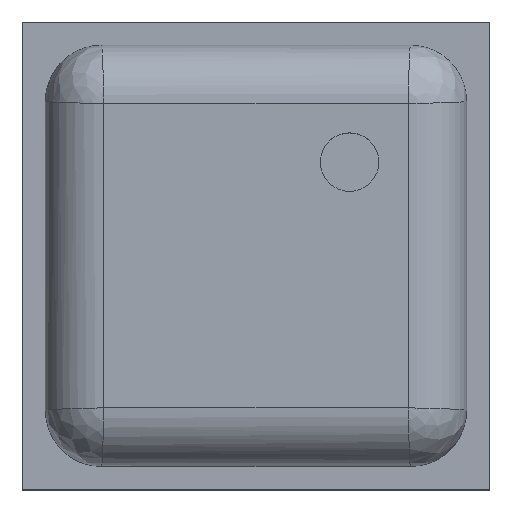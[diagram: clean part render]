
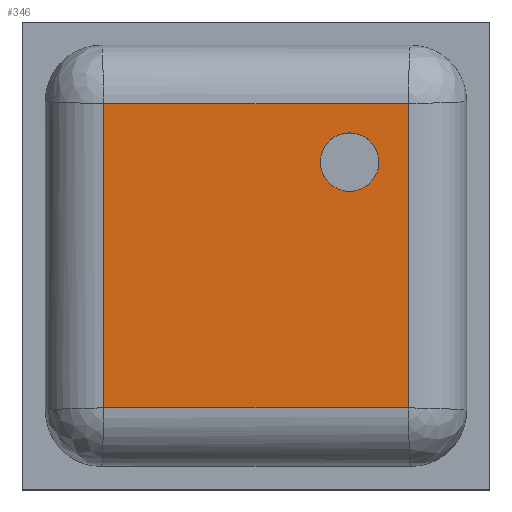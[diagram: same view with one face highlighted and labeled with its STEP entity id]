
A CAD part, top view. The second image highlights one B-rep face of the part: STEP entity #346.
In plain terms, the highlighted planar face has unit normal (0, 0, 1).
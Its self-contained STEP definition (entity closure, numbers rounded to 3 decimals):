
#98 = VERTEX_POINT('',#99);
#99 = CARTESIAN_POINT('',(0.65,-0.65,0.75));
#108 = EDGE_CURVE('',#98,#109,#111,.T.);
#109 = VERTEX_POINT('',#110);
#110 = CARTESIAN_POINT('',(0.65,0.65,0.75));
#111 = LINE('',#112,#113);
#112 = CARTESIAN_POINT('',(0.65,-0.66,0.75));
#113 = VECTOR('',#114,1.);
#114 = DIRECTION('',(0.,1.,0.));
#346 = ADVANCED_FACE('',(#347,#372),#383,.T.);
#347 = FACE_BOUND('',#348,.T.);
#348 = EDGE_LOOP('',(#349,#350,#358,#366));
#349 = ORIENTED_EDGE('',*,*,#108,.T.);
#350 = ORIENTED_EDGE('',*,*,#351,.T.);
#351 = EDGE_CURVE('',#109,#352,#354,.T.);
#352 = VERTEX_POINT('',#353);
#353 = CARTESIAN_POINT('',(-0.65,0.65,0.75));
#354 = LINE('',#355,#356);
#355 = CARTESIAN_POINT('',(0.66,0.65,0.75));
#356 = VECTOR('',#357,1.);
#357 = DIRECTION('',(-1.,0.,0.));
#358 = ORIENTED_EDGE('',*,*,#359,.T.);
#359 = EDGE_CURVE('',#352,#360,#362,.T.);
#360 = VERTEX_POINT('',#361);
#361 = CARTESIAN_POINT('',(-0.65,-0.65,0.75));
#362 = LINE('',#363,#364);
#363 = CARTESIAN_POINT('',(-0.65,0.66,0.75));
#364 = VECTOR('',#365,1.);
#365 = DIRECTION('',(0.,-1.,0.));
#366 = ORIENTED_EDGE('',*,*,#367,.T.);
#367 = EDGE_CURVE('',#360,#98,#368,.T.);
#368 = LINE('',#369,#370);
#369 = CARTESIAN_POINT('',(-0.66,-0.65,0.75));
#370 = VECTOR('',#371,1.);
#371 = DIRECTION('',(1.,0.,0.));
#372 = FACE_BOUND('',#373,.T.);
#373 = EDGE_LOOP('',(#374));
#374 = ORIENTED_EDGE('',*,*,#375,.F.);
#375 = EDGE_CURVE('',#376,#376,#378,.T.);
#376 = VERTEX_POINT('',#377);
#377 = CARTESIAN_POINT('',(0.525,0.4,0.75));
#378 = CIRCLE('',#379,0.125);
#379 = AXIS2_PLACEMENT_3D('',#380,#381,#382);
#380 = CARTESIAN_POINT('',(0.4,0.4,0.75));
#381 = DIRECTION('',(0.,0.,1.));
#382 = DIRECTION('',(1.,0.,0.));
#383 = PLANE('',#384);
#384 = AXIS2_PLACEMENT_3D('',#385,#386,#387);
#385 = CARTESIAN_POINT('',(0.,0.,0.75));
#386 = DIRECTION('',(0.,0.,1.));
#387 = DIRECTION('',(1.,0.,0.));
